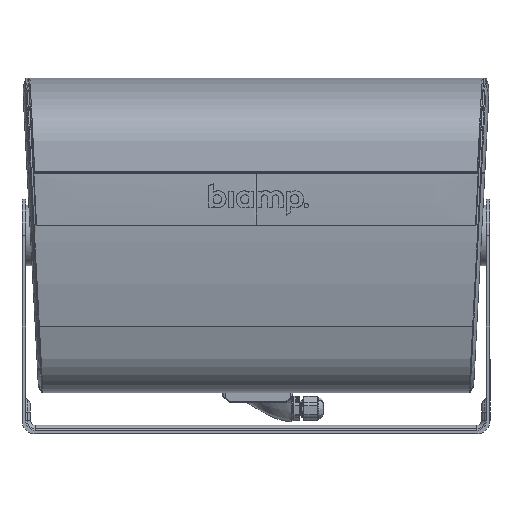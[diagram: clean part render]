
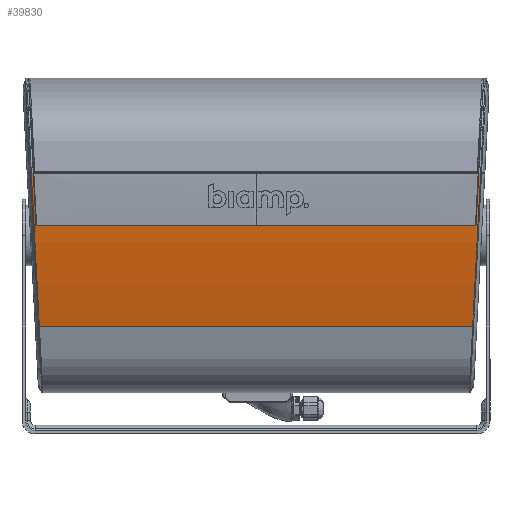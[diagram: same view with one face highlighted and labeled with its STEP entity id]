
A CAD part, left-side view. The second image highlights one B-rep face of the part: STEP entity #39830.
In plain terms, the highlighted free-form (B-spline) face has degree [3, 1] with [4, 2] control points.
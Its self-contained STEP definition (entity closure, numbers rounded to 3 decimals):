
#258 = CARTESIAN_POINT ( 'NONE',  ( -123.521, 102.502, 248.55 ) ) ;
#391 = CARTESIAN_POINT ( 'NONE',  ( -122.187, 191.843, 238.75 ) ) ;
#2023 = FACE_OUTER_BOUND ( 'NONE', #51928, .T. ) ;
#2503 = CARTESIAN_POINT ( 'NONE',  ( -127.474, 196.834, 292.05 ) ) ;
#2621 = VERTEX_POINT ( 'NONE', #92864 ) ;
#3778 = CARTESIAN_POINT ( 'NONE',  ( -107.834, -170.614, 170.709 ) ) ;
#6242 = CARTESIAN_POINT ( 'NONE',  ( -113.114, 189.351, 191.479 ) ) ;
#6715 = CARTESIAN_POINT ( 'NONE',  ( -111.862, 189.076, 186.271 ) ) ;
#6854 = CARTESIAN_POINT ( 'NONE',  ( -127.474, -176.965, 292.05 ) ) ;
#7641 = CARTESIAN_POINT ( 'NONE',  ( -118.726, 190.732, 217.635 ) ) ;
#7697 = CARTESIAN_POINT ( 'NONE',  ( -127.086, 192.657, 284.778 ) ) ;
#8170 = CARTESIAN_POINT ( 'NONE',  ( -123.521, 190.758, 248.55 ) ) ;
#9729 = EDGE_CURVE ( 'NONE', #51234, #35259, #36854, .T. ) ;
#9753 = CARTESIAN_POINT ( 'NONE',  ( -106.383, -179.194, 165.55 ) ) ;
#10979 = VERTEX_POINT ( 'NONE', #90284 ) ;
#11520 = CARTESIAN_POINT ( 'NONE',  ( -124.308, -175.038, 254.676 ) ) ;
#12840 = CARTESIAN_POINT ( 'NONE',  ( -126.568, -174.636, 277.515 ) ) ;
#13844 = CARTESIAN_POINT ( 'NONE',  ( -127.474, -84.862, 292.05 ) ) ;
#14486 = CARTESIAN_POINT ( 'NONE',  ( -106.383, 187.981, 165.55 ) ) ;
#15443 = ORIENTED_EDGE ( 'NONE', *, *, #30377, .T. ) ;
#18567 = CARTESIAN_POINT ( 'NONE',  ( -106.383, -170.341, 165.55 ) ) ;
#18800 = CARTESIAN_POINT ( 'NONE',  ( -126.049, -175.87, 270.659 ) ) ;
#20191 = LINE ( 'NONE', #42487, #78181 ) ;
#20744 = ORIENTED_EDGE ( 'NONE', *, *, #90652, .T. ) ;
#20793 = CARTESIAN_POINT ( 'NONE',  ( -126.049, 193.51, 270.659 ) ) ;
#21277 = CARTESIAN_POINT ( 'NONE',  ( -126.904, 194.061, 281.346 ) ) ;
#21594 = VECTOR ( 'NONE', #86060, 1000. ) ;
#21709 = B_SPLINE_CURVE_WITH_KNOTS ( 'NONE', 3,
 ( #51794, #21277, #20793, #79910, #81807, #391, #89093, #7641, #72640, #6242, #6715, #50841, #35837, #14486 ),
 .UNSPECIFIED., .F., .F.,
 ( 4, 2, 2, 2, 2, 2, 4 ),
 ( 0., 0.032, 0.048, 0.064, 0.097, 0.113, 0.129 ),
 .UNSPECIFIED. ) ;
#22449 = ORIENTED_EDGE ( 'NONE', *, *, #41987, .T. ) ;
#22744 = CARTESIAN_POINT ( 'NONE',  ( -125.254, 191.516, 263.011 ) ) ;
#23831 = CARTESIAN_POINT ( 'NONE',  ( -125.19, 196.834, 249.147 ) ) ;
#28925 = EDGE_CURVE ( 'NONE', #2621, #49090, #47745, .T. ) ;
#29313 = CARTESIAN_POINT ( 'NONE',  ( -124.459, -173.496, 255.772 ) ) ;
#29859 = DIRECTION ( 'NONE',  ( 0., -1., 0. ) ) ;
#30040 = CARTESIAN_POINT ( 'NONE',  ( -126.568, 192.276, 277.515 ) ) ;
#30377 = EDGE_CURVE ( 'NONE', #44614, #35259, #49677, .T. ) ;
#33840 = CARTESIAN_POINT ( 'NONE',  ( -123.651, -174.759, 249.357 ) ) ;
#35259 = VERTEX_POINT ( 'NONE', #18567 ) ;
#35625 = CARTESIAN_POINT ( 'NONE',  ( -125.254, -173.876, 263.011 ) ) ;
#35837 = CARTESIAN_POINT ( 'NONE',  ( -107.834, 188.254, 170.709 ) ) ;
#36854 = B_SPLINE_CURVE_WITH_KNOTS ( 'NONE', 3,
 ( #39650, #76455, #18800, #11520, #33840, #46915, #41574, #91021, #92467, #70149, #63371, #76940, #3778, #91506 ),
 .UNSPECIFIED., .F., .F.,
 ( 4, 2, 2, 2, 2, 2, 4 ),
 ( 0., 0.032, 0.048, 0.064, 0.097, 0.113, 0.129 ),
 .UNSPECIFIED. ) ;
#39650 = CARTESIAN_POINT ( 'NONE',  ( -127.474, -176.965, 292.05 ) ) ;
#39704 = CARTESIAN_POINT ( 'NONE',  ( -123.521, 190.758, 248.55 ) ) ;
#39830 = ADVANCED_FACE ( 'NONE', ( #2023 ), #94260, .F. ) ;
#40310 = VERTEX_POINT ( 'NONE', #39704 ) ;
#41574 = CARTESIAN_POINT ( 'NONE',  ( -121.378, -173.925, 233.461 ) ) ;
#41987 = EDGE_CURVE ( 'NONE', #51234, #2621, #48761, .T. ) ;
#42215 = CARTESIAN_POINT ( 'NONE',  ( -127.474, -179.194, 292.05 ) ) ;
#42487 = CARTESIAN_POINT ( 'NONE',  ( -127.474, 102.502, 292.05 ) ) ;
#44614 = VERTEX_POINT ( 'NONE', #62567 ) ;
#46915 = CARTESIAN_POINT ( 'NONE',  ( -122.187, -174.203, 238.75 ) ) ;
#47745 = B_SPLINE_CURVE_WITH_KNOTS ( 'NONE', 3,
 ( #50645, #65652, #12840, #35625, #29313, #49669 ),
 .UNSPECIFIED., .F., .F.,
 ( 4, 2, 4 ),
 ( 0.001, 0.022, 0.044 ),
 .UNSPECIFIED. ) ;
#48761 = LINE ( 'NONE', #13844, #21594 ) ;
#49090 = VERTEX_POINT ( 'NONE', #70340 ) ;
#49669 = CARTESIAN_POINT ( 'NONE',  ( -123.521, -173.118, 248.55 ) ) ;
#49677 = LINE ( 'NONE', #64699, #90335 ) ;
#50645 = CARTESIAN_POINT ( 'NONE',  ( -127.474, -175.398, 292.05 ) ) ;
#50841 = CARTESIAN_POINT ( 'NONE',  ( -109.222, 188.527, 175.884 ) ) ;
#51234 = VERTEX_POINT ( 'NONE', #6854 ) ;
#51794 = CARTESIAN_POINT ( 'NONE',  ( -127.474, 194.605, 292.05 ) ) ;
#51928 = EDGE_LOOP ( 'NONE', ( #90471, #79228, #15443, #65322, #22449, #55054, #20744, #82217 ) ) ;
#52329 = CARTESIAN_POINT ( 'NONE',  ( -124.459, 191.136, 255.772 ) ) ;
#53406 = CARTESIAN_POINT ( 'NONE',  ( -125.19, -179.194, 249.147 ) ) ;
#55054 = ORIENTED_EDGE ( 'NONE', *, *, #28925, .T. ) ;
#60483 = VERTEX_POINT ( 'NONE', #94591 ) ;
#62089 = CARTESIAN_POINT ( 'NONE',  ( -118.448, -179.194, 208.45 ) ) ;
#62567 = CARTESIAN_POINT ( 'NONE',  ( -106.383, 187.981, 165.55 ) ) ;
#63356 = EDGE_CURVE ( 'NONE', #10979, #44614, #21709, .T. ) ;
#63371 = CARTESIAN_POINT ( 'NONE',  ( -111.862, -171.436, 186.271 ) ) ;
#64699 = CARTESIAN_POINT ( 'NONE',  ( -106.383, 201.32, 165.55 ) ) ;
#65322 = ORIENTED_EDGE ( 'NONE', *, *, #9729, .F. ) ;
#65652 = CARTESIAN_POINT ( 'NONE',  ( -127.086, -175.017, 284.778 ) ) ;
#66576 = EDGE_CURVE ( 'NONE', #10979, #60483, #20191, .T. ) ;
#66662 = DIRECTION ( 'NONE',  ( 0., 1., 0. ) ) ;
#68442 = B_SPLINE_CURVE_WITH_KNOTS ( 'NONE', 3,
 ( #74112, #7697, #30040, #22744, #52329, #8170 ),
 .UNSPECIFIED., .F., .F.,
 ( 4, 2, 4 ),
 ( 0.001, 0.022, 0.044 ),
 .UNSPECIFIED. ) ;
#68890 = CARTESIAN_POINT ( 'NONE',  ( -118.448, 196.834, 208.45 ) ) ;
#69359 = CARTESIAN_POINT ( 'NONE',  ( -106.383, 196.834, 165.55 ) ) ;
#69514 = EDGE_CURVE ( 'NONE', #60483, #40310, #68442, .T. ) ;
#70149 = CARTESIAN_POINT ( 'NONE',  ( -113.114, -171.711, 191.479 ) ) ;
#70340 = CARTESIAN_POINT ( 'NONE',  ( -123.521, -173.118, 248.55 ) ) ;
#72640 = CARTESIAN_POINT ( 'NONE',  ( -116.654, 190.179, 207.141 ) ) ;
#74112 = CARTESIAN_POINT ( 'NONE',  ( -127.474, 193.038, 292.05 ) ) ;
#75812 = LINE ( 'NONE', #258, #93006 ) ;
#76455 = CARTESIAN_POINT ( 'NONE',  ( -126.904, -176.421, 281.346 ) ) ;
#76940 = CARTESIAN_POINT ( 'NONE',  ( -109.222, -170.887, 175.884 ) ) ;
#78181 = VECTOR ( 'NONE', #29859, 1000. ) ;
#79228 = ORIENTED_EDGE ( 'NONE', *, *, #63356, .T. ) ;
#79910 = CARTESIAN_POINT ( 'NONE',  ( -124.308, 192.678, 254.676 ) ) ;
#81807 = CARTESIAN_POINT ( 'NONE',  ( -123.651, 192.399, 249.357 ) ) ;
#82217 = ORIENTED_EDGE ( 'NONE', *, *, #69514, .F. ) ;
#86060 = DIRECTION ( 'NONE',  ( 0., 1., 0. ) ) ;
#86977 = DIRECTION ( 'NONE',  ( 0., -1., 0. ) ) ;
#89093 = CARTESIAN_POINT ( 'NONE',  ( -121.378, 191.565, 233.461 ) ) ;
#90284 = CARTESIAN_POINT ( 'NONE',  ( -127.474, 194.605, 292.05 ) ) ;
#90335 = VECTOR ( 'NONE', #86977, 1000. ) ;
#90471 = ORIENTED_EDGE ( 'NONE', *, *, #66576, .F. ) ;
#90652 = EDGE_CURVE ( 'NONE', #49090, #40310, #75812, .T. ) ;
#91021 = CARTESIAN_POINT ( 'NONE',  ( -118.726, -173.092, 217.635 ) ) ;
#91506 = CARTESIAN_POINT ( 'NONE',  ( -106.383, -170.341, 165.55 ) ) ;
#92467 = CARTESIAN_POINT ( 'NONE',  ( -116.654, -172.539, 207.141 ) ) ;
#92864 = CARTESIAN_POINT ( 'NONE',  ( -127.474, -175.398, 292.05 ) ) ;
#93006 = VECTOR ( 'NONE', #66662, 1000. ) ;
#94260 = B_SPLINE_SURFACE_WITH_KNOTS ( 'NONE', 3, 1, ( 
 ( #69359, #9753 ),
 ( #68890, #62089 ),
 ( #23831, #53406 ),
 ( #2503, #42215 ) ),
 .UNSPECIFIED., .F., .F., .F.,
 ( 4, 4 ),
 ( 2, 2 ),
 ( 0.293, 0.997 ),
 ( 0., 1. ),
 .UNSPECIFIED. ) ;
#94591 = CARTESIAN_POINT ( 'NONE',  ( -127.474, 193.038, 292.05 ) ) ;
